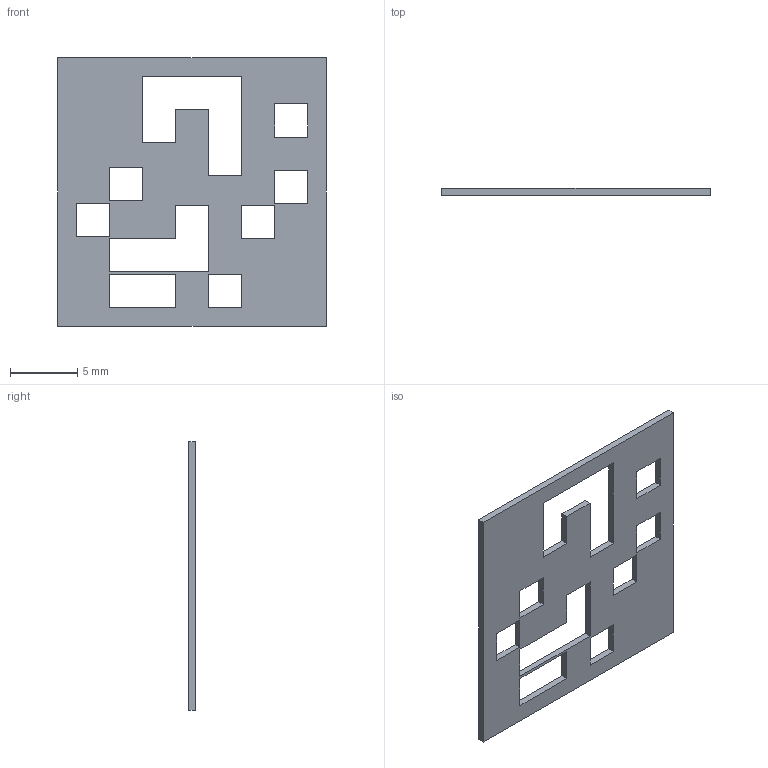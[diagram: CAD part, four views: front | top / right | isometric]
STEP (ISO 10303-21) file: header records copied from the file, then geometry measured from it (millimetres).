
FILE_DESCRIPTION (( 'STEP AP214' ), '1' );
FILE_NAME ('CAM-20x20_v1_sitare-1.STEP', '2025-11-19T10:31:09', ( '' ), ( '' ), 'SwSTEP 2.0', 'SolidWorks 2021', '' );
FILE_SCHEMA (( 'AUTOMOTIVE_DESIGN' ));
Length unit declared in the file: millimetre
Products named in the file (1): CAM-20x20_v1_sitare-1
Bounding box: 20 x 0.5 x 20 mm (x, y, z)
Volume: 145.5 mm3; surface area: 688.6 mm2
Topology: 1 solids, 1 shells, 48 faces, 138 edges, 92 vertices
Faces by surface type: plane 48
Entity records: 1612 total; most frequent: CARTESIAN_POINT 279, ORIENTED_EDGE 276, DIRECTION 236, LINE 138, EDGE_CURVE 138, VECTOR 138, VERTEX_POINT 92, EDGE_LOOP 66
